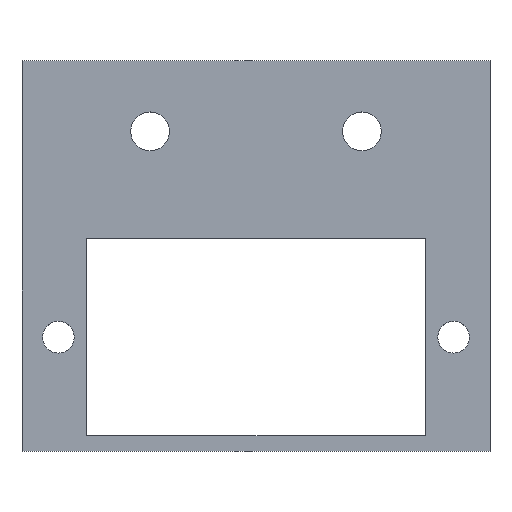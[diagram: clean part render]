
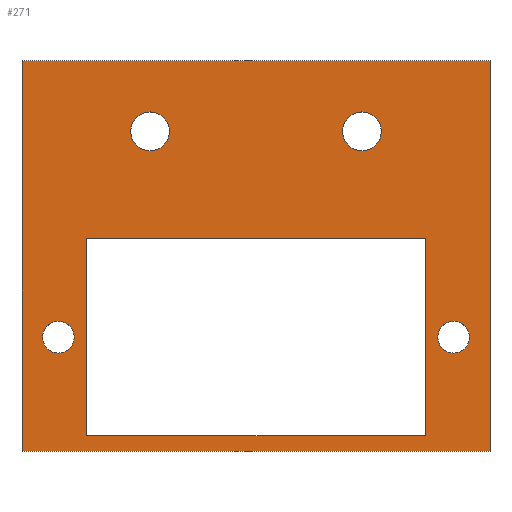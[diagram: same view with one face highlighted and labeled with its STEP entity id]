
A CAD part, top view. The second image highlights one B-rep face of the part: STEP entity #271.
In plain terms, the highlighted planar face has unit normal (0, 0, 1).
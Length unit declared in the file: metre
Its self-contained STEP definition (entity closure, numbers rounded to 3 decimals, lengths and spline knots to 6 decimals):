
#13=CIRCLE('',#293,0.00275);
#15=CIRCLE('',#296,0.00225);
#17=CIRCLE('',#299,0.00225);
#19=CIRCLE('',#304,0.00275);
#76=ORIENTED_EDGE('',*,*,#98,.T.);
#77=ORIENTED_EDGE('',*,*,#116,.T.);
#78=ORIENTED_EDGE('',*,*,#105,.T.);
#79=ORIENTED_EDGE('',*,*,#102,.F.);
#80=ORIENTED_EDGE('',*,*,#88,.T.);
#81=ORIENTED_EDGE('',*,*,#114,.T.);
#82=ORIENTED_EDGE('',*,*,#95,.F.);
#83=ORIENTED_EDGE('',*,*,#92,.F.);
#84=ORIENTED_EDGE('',*,*,#113,.F.);
#85=ORIENTED_EDGE('',*,*,#111,.F.);
#86=ORIENTED_EDGE('',*,*,#109,.T.);
#87=ORIENTED_EDGE('',*,*,#119,.T.);
#88=EDGE_CURVE('',#120,#121,#144,.T.);
#92=EDGE_CURVE('',#120,#124,#148,.T.);
#95=EDGE_CURVE('',#124,#126,#151,.T.);
#98=EDGE_CURVE('',#128,#129,#154,.T.);
#102=EDGE_CURVE('',#128,#132,#158,.T.);
#105=EDGE_CURVE('',#134,#132,#161,.T.);
#109=EDGE_CURVE('',#137,#137,#13,.T.);
#111=EDGE_CURVE('',#139,#139,#15,.T.);
#113=EDGE_CURVE('',#141,#141,#17,.T.);
#114=EDGE_CURVE('',#121,#126,#164,.T.);
#116=EDGE_CURVE('',#129,#134,#166,.T.);
#119=EDGE_CURVE('',#143,#143,#19,.T.);
#120=VERTEX_POINT('',#380);
#121=VERTEX_POINT('',#381);
#124=VERTEX_POINT('',#389);
#126=VERTEX_POINT('',#395);
#128=VERTEX_POINT('',#401);
#129=VERTEX_POINT('',#402);
#132=VERTEX_POINT('',#410);
#134=VERTEX_POINT('',#416);
#137=VERTEX_POINT('',#424);
#139=VERTEX_POINT('',#429);
#141=VERTEX_POINT('',#434);
#143=VERTEX_POINT('',#445);
#144=LINE('',#379,#168);
#148=LINE('',#388,#172);
#151=LINE('',#394,#175);
#154=LINE('',#400,#178);
#158=LINE('',#409,#182);
#161=LINE('',#415,#185);
#164=LINE('',#436,#188);
#166=LINE('',#439,#190);
#168=VECTOR('',#311,1.);
#172=VECTOR('',#317,1.);
#175=VECTOR('',#322,1.);
#178=VECTOR('',#327,1.);
#182=VECTOR('',#333,1.);
#185=VECTOR('',#338,1.);
#188=VECTOR('',#361,1.);
#190=VECTOR('',#365,1.);
#214=EDGE_LOOP('',(#76,#77,#78,#79));
#215=EDGE_LOOP('',(#80,#81,#82,#83));
#216=EDGE_LOOP('',(#84));
#217=EDGE_LOOP('',(#85));
#218=EDGE_LOOP('',(#86));
#219=EDGE_LOOP('',(#87));
#242=FACE_BOUND('',#214,.T.);
#243=FACE_BOUND('',#215,.T.);
#244=FACE_BOUND('',#216,.T.);
#245=FACE_BOUND('',#217,.T.);
#246=FACE_BOUND('',#218,.T.);
#247=FACE_BOUND('',#219,.T.);
#257=PLANE('',#306);
#271=ADVANCED_FACE('',(#242,#243,#244,#245,#246,#247),#257,.F.);
#293=AXIS2_PLACEMENT_3D('',#423,#345,#346);
#296=AXIS2_PLACEMENT_3D('',#428,#351,#352);
#299=AXIS2_PLACEMENT_3D('',#433,#357,#358);
#304=AXIS2_PLACEMENT_3D('',#444,#371,#372);
#306=AXIS2_PLACEMENT_3D('',#447,#375,#376);
#311=DIRECTION('',(0.,-1.,0.));
#317=DIRECTION('',(-1.,0.,0.));
#322=DIRECTION('',(0.,-1.,0.));
#327=DIRECTION('',(-1.,0.,0.));
#333=DIRECTION('',(0.,-1.,0.));
#338=DIRECTION('',(1.,0.,0.));
#345=DIRECTION('',(0.,0.,-1.));
#346=DIRECTION('',(-1.,0.,0.));
#351=DIRECTION('',(0.,0.,1.));
#352=DIRECTION('',(1.,0.,0.));
#357=DIRECTION('',(0.,0.,1.));
#358=DIRECTION('',(1.,0.,0.));
#361=DIRECTION('',(-1.,0.,0.));
#365=DIRECTION('',(0.,-1.,0.));
#371=DIRECTION('',(0.,0.,-1.));
#372=DIRECTION('',(-1.,0.,0.));
#375=DIRECTION('',(0.,0.,-1.));
#376=DIRECTION('',(1.,0.,0.));
#379=CARTESIAN_POINT('',(0.024,0.,0.));
#380=CARTESIAN_POINT('',(0.024,0.014,0.));
#381=CARTESIAN_POINT('',(0.024,-0.014,0.));
#388=CARTESIAN_POINT('',(0.,0.014,0.));
#389=CARTESIAN_POINT('',(-0.024,0.014,0.));
#394=CARTESIAN_POINT('',(-0.024,0.,0.));
#395=CARTESIAN_POINT('',(-0.024,-0.014,0.));
#400=CARTESIAN_POINT('',(0.,0.03915,0.));
#401=CARTESIAN_POINT('',(0.03315,0.03915,0.));
#402=CARTESIAN_POINT('',(-0.03315,0.03915,0.));
#409=CARTESIAN_POINT('',(0.03315,0.,0.));
#410=CARTESIAN_POINT('',(0.03315,-0.01615,0.));
#415=CARTESIAN_POINT('',(-0.02197,-0.01615,0.));
#416=CARTESIAN_POINT('',(-0.03315,-0.01615,0.));
#423=CARTESIAN_POINT('',(-0.015,0.02915,0.));
#424=CARTESIAN_POINT('',(-0.01775,0.02915,0.));
#428=CARTESIAN_POINT('',(-0.028,0.,0.));
#429=CARTESIAN_POINT('',(-0.02575,0.,0.));
#433=CARTESIAN_POINT('',(0.028,0.,0.));
#434=CARTESIAN_POINT('',(0.03025,0.,0.));
#436=CARTESIAN_POINT('',(0.,-0.014,0.));
#439=CARTESIAN_POINT('',(-0.03315,0.,0.));
#444=CARTESIAN_POINT('',(0.015,0.02915,0.));
#445=CARTESIAN_POINT('',(0.01225,0.02915,0.));
#447=CARTESIAN_POINT('',(0.,0.0115,0.));
